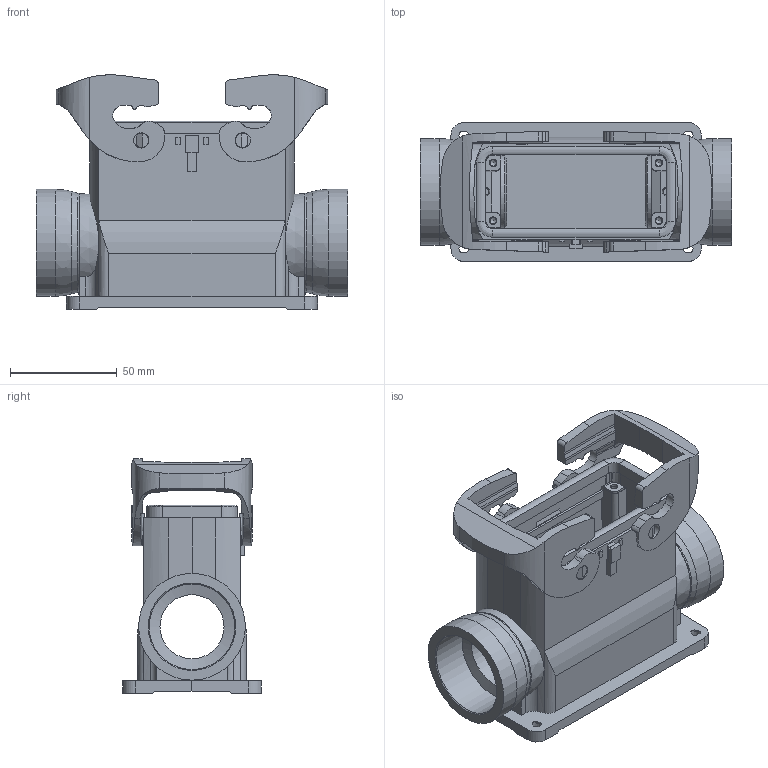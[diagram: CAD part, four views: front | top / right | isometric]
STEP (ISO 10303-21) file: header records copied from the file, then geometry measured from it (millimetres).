
FILE_DESCRIPTION(/* description */ (''),/* implementation_level */ '2;1');
FILE_NAME(/* name */ '100751754ugm000_b.stp',/* time_stamp */ '2022-03-12T06:10:09+01:00',/* author */ (''),/* organization */ (''),/* preprocessor_version */ 'ST-DEVELOPER v16.7',/* originating_system */ 'SIEMENS PLM Software NX 1911',/* authorisation */ '');
FILE_SCHEMA (('AUTOMOTIVE_DESIGN { 1 0 10303 214 3 1 1 1 }'));
Length unit declared in the file: millimetre
Products named in the file (1): 100751754ugm000_b
Bounding box: 145.7 x 65 x 109.79 mm (x, y, z)
Volume: 233610.5 mm3; surface area: 92210.8 mm2
Topology: 3 solids, 3 shells, 710 faces, 2173 edges, 1660 vertices
Faces by surface type: plane 437, cylinder 205, cone 58, extrusion 4, torus 4, bspline 2
Full cylindrical faces by diameter (mm): 1.594 x1, 3 x4, 3.4 x4, 3.5 x4, 7.2 x4, 30 x2, 40 x2, 46.4 x2, 49.95 x2
Entity records: 29738 total; most frequent: CARTESIAN_POINT 4883, DIRECTION 4005, ORIENTED_EDGE 3868, EDGE_CURVE 1934, VECTOR 1413, LINE 1409, VERTEX_POINT 1304, AXIS2_PLACEMENT_3D 1296
